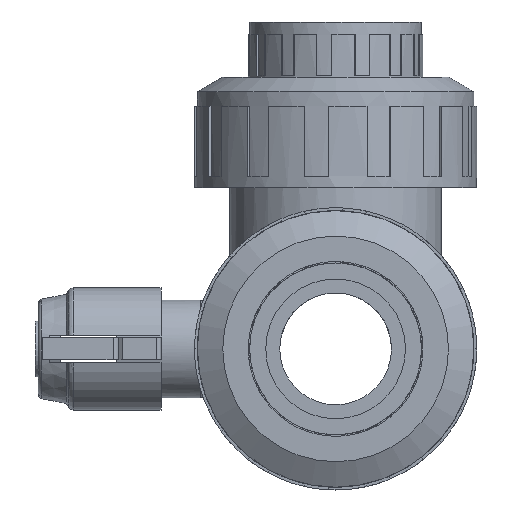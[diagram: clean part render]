
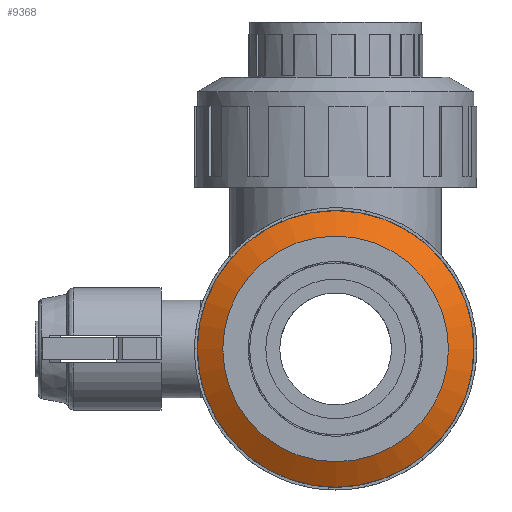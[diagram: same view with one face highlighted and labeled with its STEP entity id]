
A CAD part, left-side view. The second image highlights one B-rep face of the part: STEP entity #9368.
In plain terms, the highlighted conical face has half-angle 60 degrees and reference radius 45.45 mm.
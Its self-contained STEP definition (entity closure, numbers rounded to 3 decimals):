
#27=CONICAL_SURFACE('',#10100,45.45,1.047);
#297=CIRCLE('',#10101,49.49);
#298=CIRCLE('',#10102,40.4);
#1042=FACE_OUTER_BOUND('',#1553,.T.);
#1553=EDGE_LOOP('',(#6965,#6966,#6967,#6968));
#2288=LINE('',#15505,#3201);
#3201=VECTOR('',#11569,45.45);
#4379=VERTEX_POINT('',#15502);
#4380=VERTEX_POINT('',#15504);
#5392=EDGE_CURVE('',#4379,#4379,#297,.T.);
#5393=EDGE_CURVE('',#4379,#4380,#2288,.T.);
#5394=EDGE_CURVE('',#4380,#4380,#298,.T.);
#6965=ORIENTED_EDGE('',*,*,#5392,.T.);
#6966=ORIENTED_EDGE('',*,*,#5393,.T.);
#6967=ORIENTED_EDGE('',*,*,#5394,.F.);
#6968=ORIENTED_EDGE('',*,*,#5393,.F.);
#9368=ADVANCED_FACE('',(#1042),#27,.T.);
#10100=AXIS2_PLACEMENT_3D('',#15501,#11565,#11566);
#10101=AXIS2_PLACEMENT_3D('',#15503,#11567,#11568);
#10102=AXIS2_PLACEMENT_3D('',#15506,#11570,#11571);
#11565=DIRECTION('center_axis',(1.,0.,0.));
#11566=DIRECTION('ref_axis',(0.,1.,0.));
#11567=DIRECTION('center_axis',(-1.,0.,0.));
#11568=DIRECTION('ref_axis',(0.,1.,0.));
#11569=DIRECTION('',(-0.5,0.866,0.));
#11570=DIRECTION('center_axis',(-1.,0.,0.));
#11571=DIRECTION('ref_axis',(0.,1.,0.));
#15501=CARTESIAN_POINT('Origin',(-94.354,0.,0.));
#15502=CARTESIAN_POINT('',(-92.022,-49.49,0.));
#15503=CARTESIAN_POINT('Origin',(-92.022,0.,0.));
#15504=CARTESIAN_POINT('',(-97.27,-40.4,0.));
#15505=CARTESIAN_POINT('',(-94.354,-45.45,0.));
#15506=CARTESIAN_POINT('Origin',(-97.27,0.,0.));
